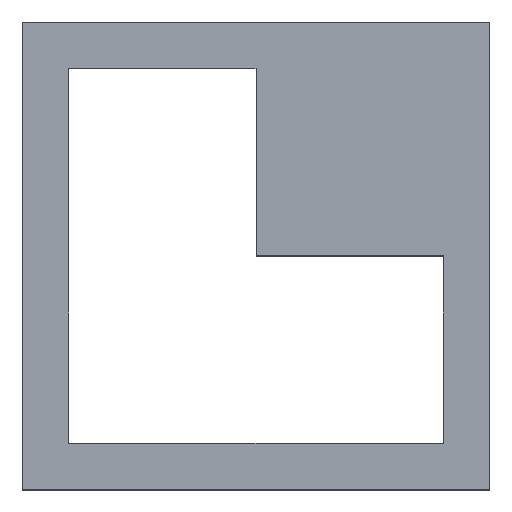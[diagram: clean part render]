
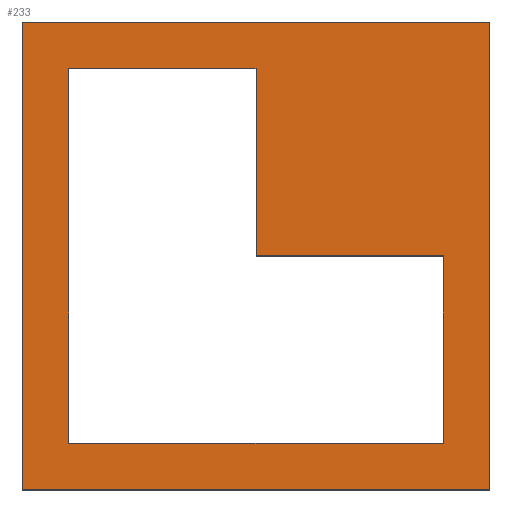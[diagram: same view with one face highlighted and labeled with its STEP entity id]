
A CAD part, top view. The second image highlights one B-rep face of the part: STEP entity #233.
In plain terms, the highlighted planar face has unit normal (0, 0, 1).
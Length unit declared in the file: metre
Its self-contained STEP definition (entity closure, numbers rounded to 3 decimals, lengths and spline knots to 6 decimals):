
#62=ORIENTED_EDGE('',*,*,#88,.F.);
#63=ORIENTED_EDGE('',*,*,#92,.F.);
#64=ORIENTED_EDGE('',*,*,#95,.T.);
#65=ORIENTED_EDGE('',*,*,#98,.T.);
#66=ORIENTED_EDGE('',*,*,#72,.F.);
#67=ORIENTED_EDGE('',*,*,#76,.T.);
#68=ORIENTED_EDGE('',*,*,#79,.T.);
#69=ORIENTED_EDGE('',*,*,#82,.T.);
#70=ORIENTED_EDGE('',*,*,#85,.T.);
#71=ORIENTED_EDGE('',*,*,#100,.F.);
#72=EDGE_CURVE('',#102,#103,#122,.T.);
#76=EDGE_CURVE('',#102,#106,#126,.T.);
#79=EDGE_CURVE('',#106,#108,#129,.T.);
#82=EDGE_CURVE('',#108,#110,#132,.T.);
#85=EDGE_CURVE('',#110,#112,#135,.T.);
#88=EDGE_CURVE('',#114,#115,#138,.T.);
#92=EDGE_CURVE('',#118,#114,#142,.T.);
#95=EDGE_CURVE('',#118,#120,#145,.T.);
#98=EDGE_CURVE('',#120,#115,#148,.T.);
#100=EDGE_CURVE('',#103,#112,#150,.T.);
#102=VERTEX_POINT('',#318);
#103=VERTEX_POINT('',#319);
#106=VERTEX_POINT('',#327);
#108=VERTEX_POINT('',#333);
#110=VERTEX_POINT('',#339);
#112=VERTEX_POINT('',#345);
#114=VERTEX_POINT('',#351);
#115=VERTEX_POINT('',#352);
#118=VERTEX_POINT('',#360);
#120=VERTEX_POINT('',#366);
#122=LINE('',#317,#152);
#126=LINE('',#326,#156);
#129=LINE('',#332,#159);
#132=LINE('',#338,#162);
#135=LINE('',#344,#165);
#138=LINE('',#350,#168);
#142=LINE('',#359,#172);
#145=LINE('',#365,#175);
#148=LINE('',#371,#178);
#150=LINE('',#374,#180);
#152=VECTOR('',#263,1.);
#156=VECTOR('',#269,1.);
#159=VECTOR('',#274,1.);
#162=VECTOR('',#279,1.);
#165=VECTOR('',#284,1.);
#168=VECTOR('',#289,1.);
#172=VECTOR('',#295,1.);
#175=VECTOR('',#300,1.);
#178=VECTOR('',#305,1.);
#180=VECTOR('',#309,1.);
#194=EDGE_LOOP('',(#62,#63,#64,#65));
#195=EDGE_LOOP('',(#66,#67,#68,#69,#70,#71));
#208=FACE_BOUND('',#194,.T.);
#209=FACE_BOUND('',#195,.T.);
#221=PLANE('',#258);
#233=ADVANCED_FACE('',(#208,#209),#221,.T.);
#258=AXIS2_PLACEMENT_3D('',#377,#313,#314);
#263=DIRECTION('',(0.,-1.,0.));
#269=DIRECTION('',(1.,0.,0.));
#274=DIRECTION('',(0.,-1.,0.));
#279=DIRECTION('',(1.,0.,0.));
#284=DIRECTION('',(0.,-1.,0.));
#289=DIRECTION('',(0.,-1.,0.));
#295=DIRECTION('',(1.,0.,0.));
#300=DIRECTION('',(0.,-1.,0.));
#305=DIRECTION('',(1.,0.,0.));
#309=DIRECTION('',(1.,0.,0.));
#313=DIRECTION('',(0.,0.,1.));
#314=DIRECTION('',(1.,0.,0.));
#317=CARTESIAN_POINT('',(0.030253,0.007276,0.0095));
#318=CARTESIAN_POINT('',(0.030253,0.009276,0.0095));
#319=CARTESIAN_POINT('',(0.030253,0.005276,0.0095));
#326=CARTESIAN_POINT('',(0.031253,0.009276,0.0095));
#327=CARTESIAN_POINT('',(0.032253,0.009276,0.0095));
#332=CARTESIAN_POINT('',(0.032253,0.008276,0.0095));
#333=CARTESIAN_POINT('',(0.032253,0.007276,0.0095));
#338=CARTESIAN_POINT('',(0.033253,0.007276,0.0095));
#339=CARTESIAN_POINT('',(0.034253,0.007276,0.0095));
#344=CARTESIAN_POINT('',(0.034253,0.006276,0.0095));
#345=CARTESIAN_POINT('',(0.034253,0.005276,0.0095));
#350=CARTESIAN_POINT('',(0.034753,0.007276,0.0095));
#351=CARTESIAN_POINT('',(0.034753,0.009776,0.0095));
#352=CARTESIAN_POINT('',(0.034753,0.004776,0.0095));
#359=CARTESIAN_POINT('',(0.032253,0.009776,0.0095));
#360=CARTESIAN_POINT('',(0.029753,0.009776,0.0095));
#365=CARTESIAN_POINT('',(0.029753,0.007276,0.0095));
#366=CARTESIAN_POINT('',(0.029753,0.004776,0.0095));
#371=CARTESIAN_POINT('',(0.032253,0.004776,0.0095));
#374=CARTESIAN_POINT('',(0.032253,0.005276,0.0095));
#377=CARTESIAN_POINT('',(0.104891,-0.015824,0.0095));
